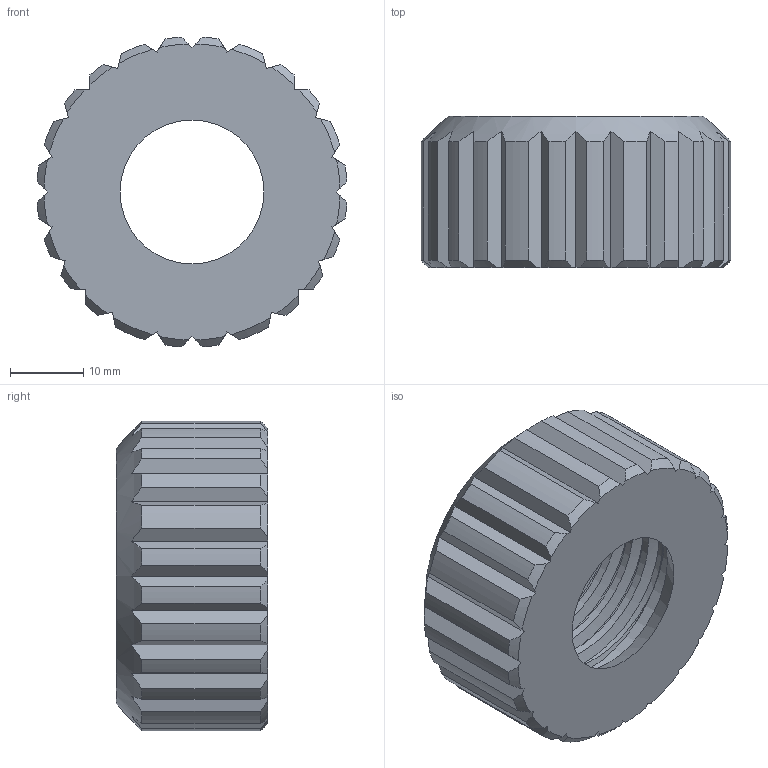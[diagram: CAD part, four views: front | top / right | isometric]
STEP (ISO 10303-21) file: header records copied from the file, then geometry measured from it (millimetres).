
FILE_DESCRIPTION(('FreeCAD Model'),'2;1');
FILE_NAME('Open CASCADE Shape Model','2024-08-07T13:24:26',(''),(''), 'Open CASCADE STEP processor 7.6','FreeCAD','Unknown');
FILE_SCHEMA(('AUTOMOTIVE_DESIGN { 1 0 10303 214 1 1 1 1 }'));
Length unit declared in the file: millimetre
Products named in the file (1): stryker 2 barrel front mount nut 1A
Bounding box: 42.43 x 20.71 x 42.43 mm (x, y, z)
Volume: 16211.7 mm3; surface area: 7672.1 mm2
Topology: 1 solids, 1 shells, 133 faces, 364 edges, 234 vertices
Faces by surface type: plane 51, cylinder 32, cone 30, bspline 20
Full cylindrical faces by diameter (mm): 25.2 x4, 28.5 x1
Entity records: 6281 total; most frequent: CARTESIAN_POINT 2886, ORIENTED_EDGE 728, DIRECTION 717, EDGE_CURVE 364, AXIS2_PLACEMENT_3D 293, VERTEX_POINT 234, FACE_BOUND 136, EDGE_LOOP 136
